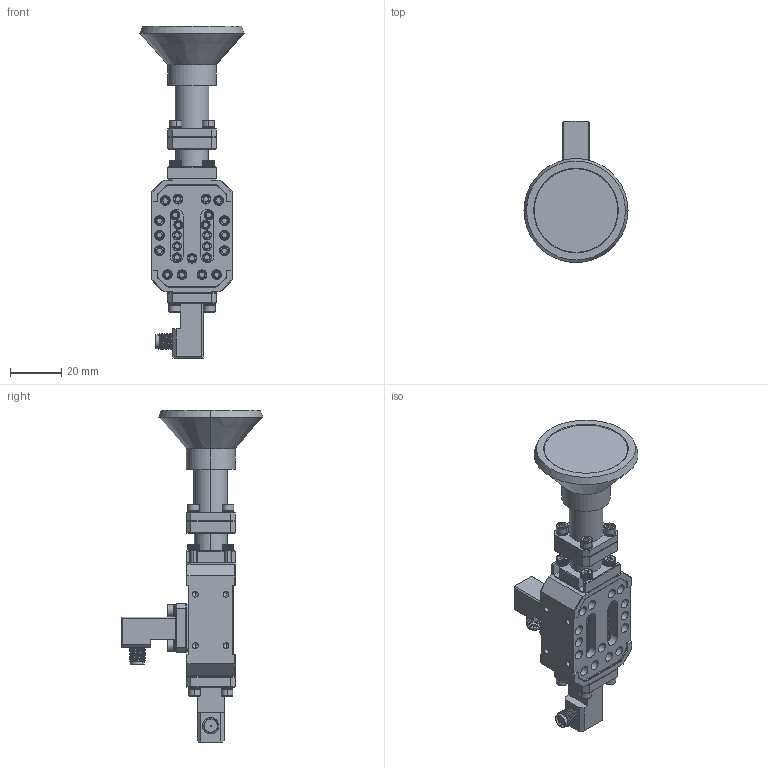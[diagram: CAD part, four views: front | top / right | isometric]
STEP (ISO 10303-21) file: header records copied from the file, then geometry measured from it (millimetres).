
FILE_DESCRIPTION (( 'STEP AP203' ), '1' );
FILE_NAME ('step.STEP', '2021-07-14T22:50:12', ( '' ), ( '' ), 'SwSTEP 2.0', 'SolidWorks 2021', '' );
FILE_SCHEMA (( 'CONFIG_CONTROL_DESIGN' ));
Length unit declared in the file: inch
Products named in the file (1): step
Bounding box: 40.61 x 55.23 x 129.54 mm (x, y, z)
Volume: 52685.2 mm3; surface area: 19791.2 mm2
Topology: 17 solids, 18 shells, 2075 faces, 4880 edges, 2969 vertices
Faces by surface type: plane 1120, cone 477, cylinder 462, torus 8, bspline 8
Entity records: 62841 total; most frequent: CARTESIAN_POINT 16758, ORIENTED_EDGE 9728, DIRECTION 9206, EDGE_CURVE 4864, AXIS2_PLACEMENT_3D 3385, VERTEX_POINT 2969, VECTOR 2436, LINE 2436
